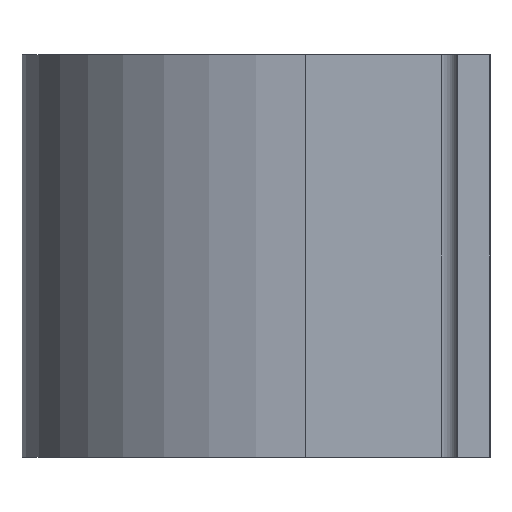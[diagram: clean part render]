
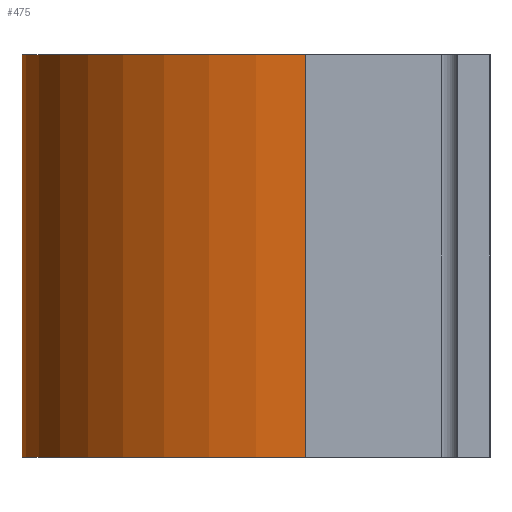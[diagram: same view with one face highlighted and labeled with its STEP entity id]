
A CAD part, left-side view. The second image highlights one B-rep face of the part: STEP entity #475.
In plain terms, the highlighted cylindrical face has radius 13.424 mm (diameter 26.848 mm), a partial arc.
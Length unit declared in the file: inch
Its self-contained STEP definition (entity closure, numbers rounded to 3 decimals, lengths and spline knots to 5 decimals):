
#5 = CYLINDRICAL_SURFACE ( 'NONE', #109, 0.5285 ) ;
#20 = CARTESIAN_POINT ( 'NONE',  ( 1.405, 0.3435, -0.375 ) ) ;
#21 = CARTESIAN_POINT ( 'NONE',  ( 1.405, 0.3435, 0.375 ) ) ;
#34 = AXIS2_PLACEMENT_3D ( 'NONE', #20, #188, #226 ) ;
#37 = DIRECTION ( 'NONE',  ( 0., 0., -1. ) ) ;
#45 = CIRCLE ( 'NONE', #34, 0.5285 ) ;
#60 = DIRECTION ( 'NONE',  ( 0., 0., -1. ) ) ;
#78 = CARTESIAN_POINT ( 'NONE',  ( 0.8765, 0.3435, 0.375 ) ) ;
#109 = AXIS2_PLACEMENT_3D ( 'NONE', #21, #531, #320 ) ;
#130 = CARTESIAN_POINT ( 'NONE',  ( 1.9335, 0.3435, 0.375 ) ) ;
#158 = VECTOR ( 'NONE', #37, 39.37008 ) ;
#161 = EDGE_CURVE ( 'NONE', #502, #542, #45, .T. ) ;
#183 = ORIENTED_EDGE ( 'NONE', *, *, #277, .F. ) ;
#188 = DIRECTION ( 'NONE',  ( 0., 0., -1. ) ) ;
#216 = EDGE_LOOP ( 'NONE', ( #329, #183, #375, #463 ) ) ;
#225 = CARTESIAN_POINT ( 'NONE',  ( 1.405, 0.3435, 0.375 ) ) ;
#226 = DIRECTION ( 'NONE',  ( 1., 0., 0. ) ) ;
#232 = FACE_OUTER_BOUND ( 'NONE', #216, .T. ) ;
#270 = DIRECTION ( 'NONE',  ( 1., 0., 0. ) ) ;
#277 = EDGE_CURVE ( 'NONE', #339, #502, #395, .T. ) ;
#320 = DIRECTION ( 'NONE',  ( -1., 0., 0. ) ) ;
#329 = ORIENTED_EDGE ( 'NONE', *, *, #161, .F. ) ;
#339 = VERTEX_POINT ( 'NONE', #432 ) ;
#354 = VERTEX_POINT ( 'NONE', #130 ) ;
#362 = CARTESIAN_POINT ( 'NONE',  ( 1.9335, 0.3435, 0.375 ) ) ;
#365 = CARTESIAN_POINT ( 'NONE',  ( 0.8765, 0.3435, -0.375 ) ) ;
#368 = CARTESIAN_POINT ( 'NONE',  ( 1.9335, 0.3435, -0.375 ) ) ;
#372 = EDGE_CURVE ( 'NONE', #339, #354, #503, .T. ) ;
#375 = ORIENTED_EDGE ( 'NONE', *, *, #372, .T. ) ;
#395 = LINE ( 'NONE', #78, #158 ) ;
#432 = CARTESIAN_POINT ( 'NONE',  ( 0.8765, 0.3435, 0.375 ) ) ;
#453 = LINE ( 'NONE', #362, #556 ) ;
#461 = AXIS2_PLACEMENT_3D ( 'NONE', #225, #523, #270 ) ;
#463 = ORIENTED_EDGE ( 'NONE', *, *, #481, .T. ) ;
#475 = ADVANCED_FACE ( 'NONE', ( #232 ), #5, .T. ) ;
#481 = EDGE_CURVE ( 'NONE', #354, #542, #453, .T. ) ;
#502 = VERTEX_POINT ( 'NONE', #365 ) ;
#503 = CIRCLE ( 'NONE', #461, 0.5285 ) ;
#523 = DIRECTION ( 'NONE',  ( 0., 0., -1. ) ) ;
#531 = DIRECTION ( 'NONE',  ( 0., 0., -1. ) ) ;
#542 = VERTEX_POINT ( 'NONE', #368 ) ;
#556 = VECTOR ( 'NONE', #60, 39.37008 ) ;
